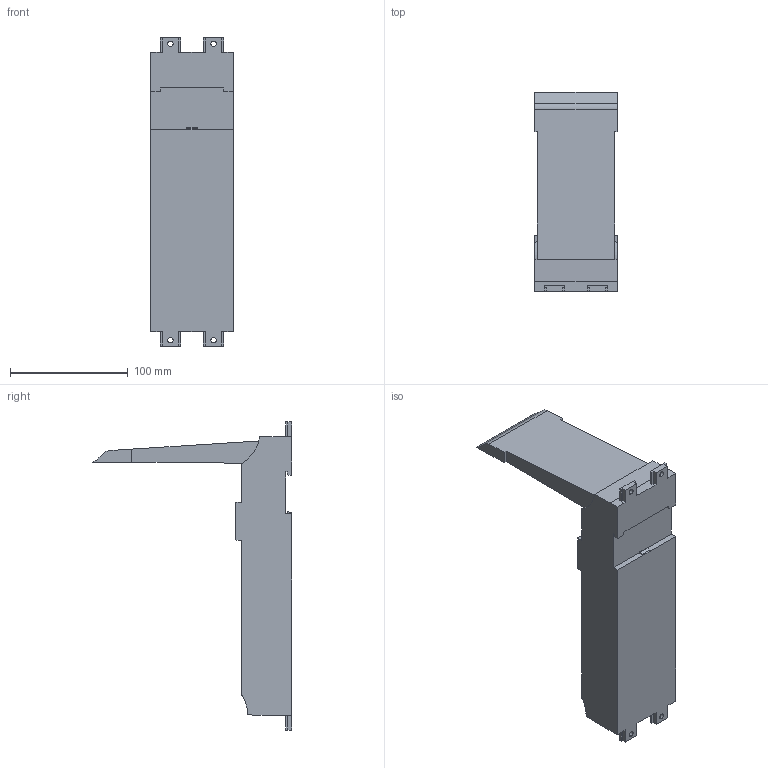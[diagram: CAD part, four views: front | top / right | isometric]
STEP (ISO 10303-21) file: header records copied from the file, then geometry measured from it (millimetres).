
FILE_DESCRIPTION (( 'STEP AP214' ), '1' );
FILE_NAME ('CFW320-KFB-S2.STEP', '2024-09-11T00:20:41', ( '' ), ( '' ), 'SwSTEP 2.0', 'SolidWorks 2021', '' );
FILE_SCHEMA (( 'AUTOMOTIVE_DESIGN' ));
Length unit declared in the file: inch
Products named in the file (1): CFW320-KFB-S2
Bounding box: 70 x 169.15 x 261.85 mm (x, y, z)
Volume: 802417.2 mm3; surface area: 82386.1 mm2
Topology: 1 solids, 1 shells, 110 faces, 302 edges, 194 vertices
Faces by surface type: plane 95, cylinder 15
Entity records: 3476 total; most frequent: CARTESIAN_POINT 607, ORIENTED_EDGE 604, DIRECTION 554, EDGE_CURVE 302, LINE 272, VECTOR 272, VERTEX_POINT 194, AXIS2_PLACEMENT_3D 141
